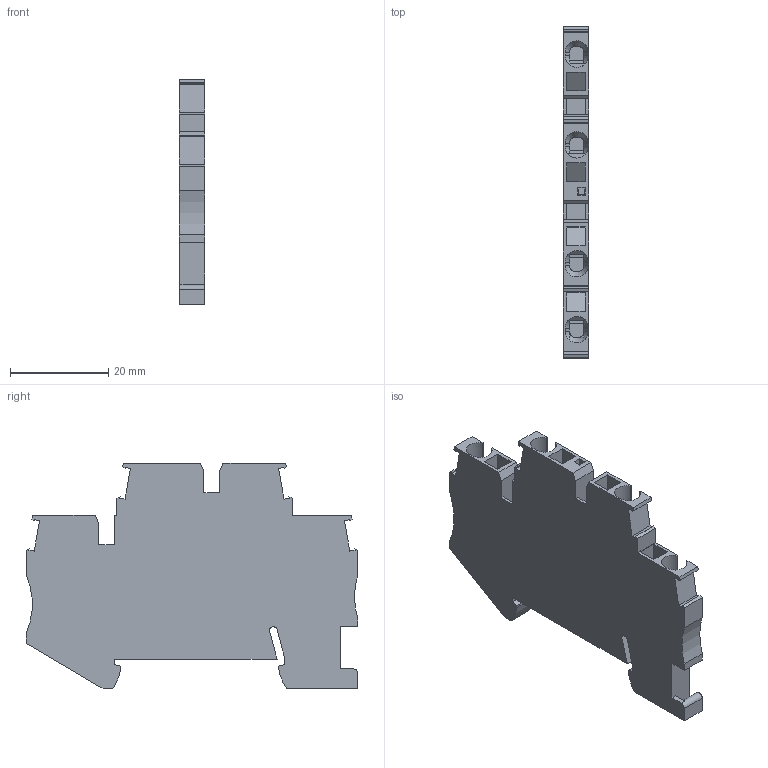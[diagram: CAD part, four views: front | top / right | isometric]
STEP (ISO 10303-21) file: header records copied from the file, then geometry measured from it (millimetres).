
FILE_DESCRIPTION(('Creo Elements/Direct Modeling STEP Export'),'2;1');
FILE_NAME('model.stp','2019-10-25T 0:33:04',(''),(''),'Creo Elements/Direct Modeling STEP processor for AP214 (Solid Model)','Creo Elements/Direct Modeling 20.1A 29-Sep-2018 (C) Parametric Technology GmbH','');
FILE_SCHEMA(('AUTOMOTIVE_DESIGN { 1 0 10303 214 1 1 1 1 }'));
Length unit declared in the file: millimetre
Products named in the file (2): STTB25-....-Select
Assembly tree (1 placements, depth 2):
  STTB25-....-Select
    STTB25-....-Select
Bounding box: 5.15 x 67.55 x 45.85 mm (x, y, z)
Volume: 10426.1 mm3; surface area: 7638.9 mm2
Topology: 1 solids, 1 shells, 202 faces, 563 edges, 368 vertices
Faces by surface type: plane 159, cylinder 31, cone 12
Entity records: 10302 total; most frequent: CARTESIAN_POINT 3393, ORIENTED_EDGE 1126, DIRECTION 1015, EDGE_CURVE 563, VECTOR 443, LINE 443, VERTEX_POINT 368, AXIS2_PLACEMENT_3D 286
